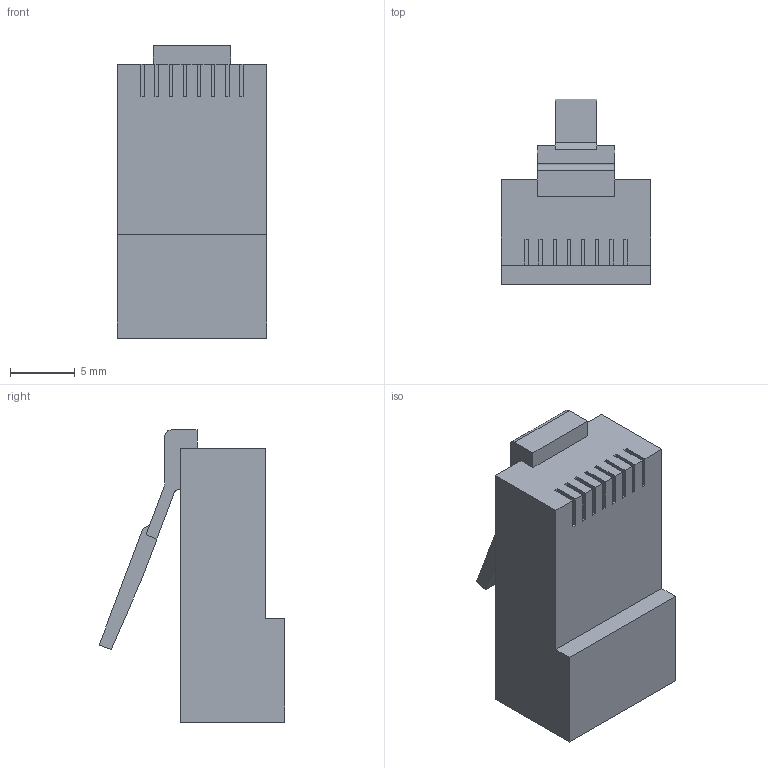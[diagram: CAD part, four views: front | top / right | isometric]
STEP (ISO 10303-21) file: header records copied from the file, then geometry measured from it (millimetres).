
FILE_DESCRIPTION (( 'STEP AP203' ), '1' );
FILE_NAME ('CS3-1C5EF ITK Ðàçú¸ì RJ-45 FTP äëÿ êàáåëÿ êàò.5Å.STEP', '2016-08-25T14:20:44', ( '' ), ( '' ), 'SwSTEP 2.0', 'SolidWorks 2014', '' );
FILE_SCHEMA (( 'CONFIG_CONTROL_DESIGN' ));
Length unit declared in the file: millimetre
Products named in the file (2): CS3-1C5EF ITK Ðàçú¸ì RJ-45 FTP äëÿ êàáåëÿ êàò.5Å
Bounding box: 11.6 x 14.37 x 22.6 mm (x, y, z)
Volume: 1683.1 mm3; surface area: 1365.3 mm2
Topology: 1 solids, 1 shells, 64 faces, 183 edges, 122 vertices
Faces by surface type: plane 61, cylinder 3
Entity records: 2208 total; most frequent: CARTESIAN_POINT 371, ORIENTED_EDGE 366, DIRECTION 321, EDGE_CURVE 183, LINE 177, VECTOR 177, VERTEX_POINT 122, AXIS2_PLACEMENT_3D 72
